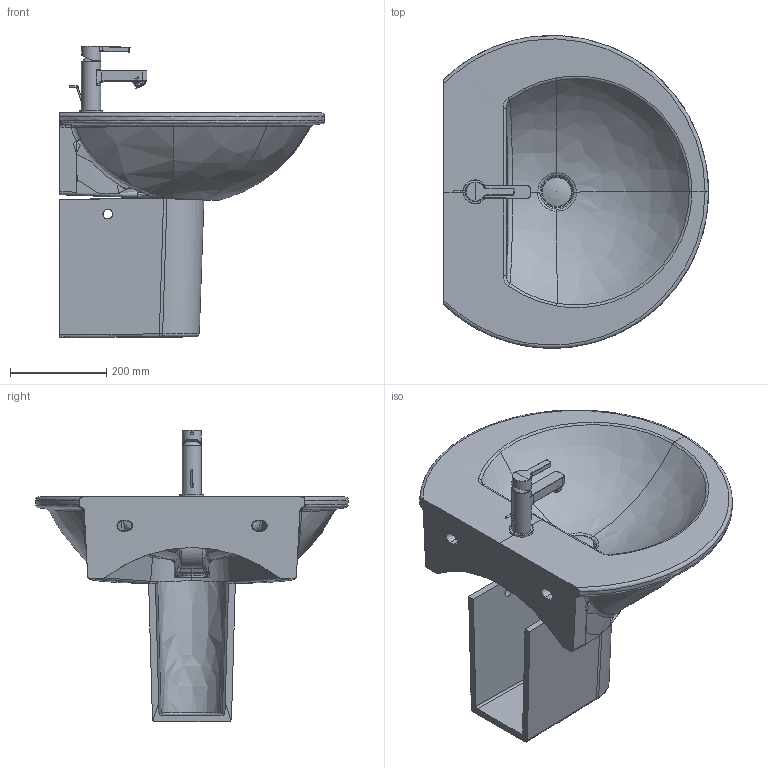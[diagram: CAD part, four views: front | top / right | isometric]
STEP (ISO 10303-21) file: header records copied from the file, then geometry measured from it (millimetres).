
FILE_DESCRIPTION((''),'2;1');
FILE_NAME('262165_085825.stp','2011-05-18T19:01:17',('Administrator'),(''),'Autodesk Inventor 2011','Autodesk Inventor 2011','');
FILE_SCHEMA(('AUTOMOTIVE_DESIGN { 1 0 10303 214 1 1 1 1 }'));
Length unit declared in the file: millimetre
Products named in the file (13): 262165_085825; 262165; Armatur Aufsatzbecken 049747; Sieb; Griff; Fassung Sieb; Gehäuse; Ring; Gleitring; Hebel; Kelch; Stopfen; 085825
Assembly tree (12 placements, depth 3):
  262165_085825
    262165
    Armatur Aufsatzbecken 049747
      Sieb
      Griff
      Fassung Sieb
      Gehäuse
      Ring
      Gleitring
      Hebel
    Kelch
    Stopfen
    085825
Bounding box: 550.68 x 649.74 x 606.07 mm (x, y, z)
Volume: 11336963.8 mm3; surface area: 2183261.2 mm2
Topology: 4 solids, 12 shells, 804 faces, 2510 edges, 1592 vertices
Faces by surface type: plane 366, bspline 285, cylinder 105, torus 25, cone 19, sphere 4
Full cylindrical faces by diameter (mm): 1.039 x1, 4 x2, 4.3 x1, 5.2 x1, 5.5 x1, 6.5 x1, 10.5 x1, 12.5 x1, 13.905 x1, 17 x1, 17.773 x1, 18 x1, 20 x2, 20.15 x1, 23.15 x1, 24 x1, 24.5 x1, 35 x2, 40 x3, 42 x1, 44 x1, 48 x2, 49.5 x1, 60 x1
Entity records: 88757 total; most frequent: CARTESIAN_POINT 67228, ORIENTED_EDGE 4453, DIRECTION 3772, EDGE_CURVE 2438, VERTEX_POINT 1575, AXIS2_PLACEMENT_3D 1354, VECTOR 1064, LINE 1064
